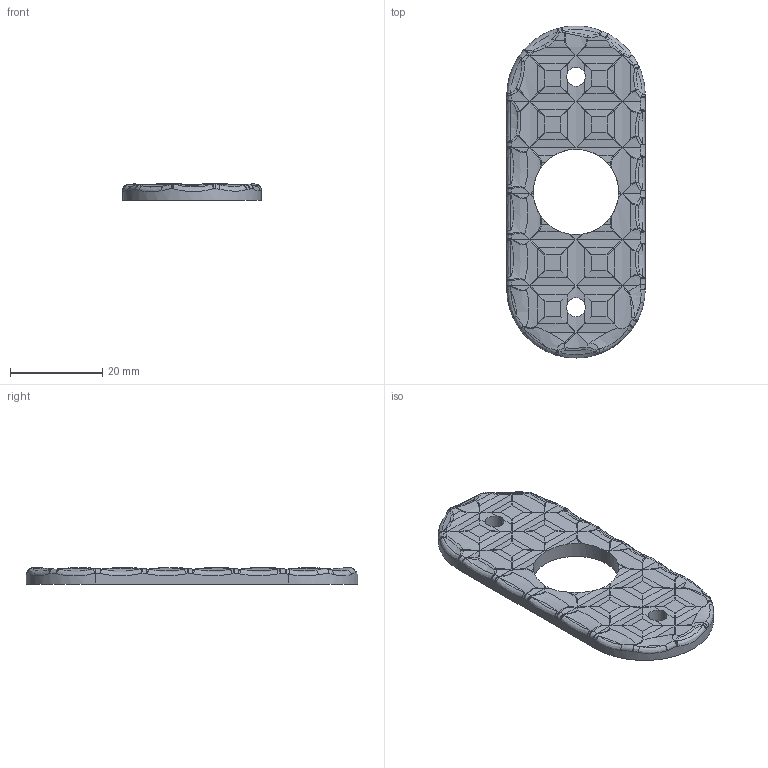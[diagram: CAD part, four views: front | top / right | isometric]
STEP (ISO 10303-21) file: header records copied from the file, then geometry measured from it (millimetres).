
FILE_DESCRIPTION (( 'STEP AP203' ), '1' );
FILE_NAME ('8170.STEP', '2016-05-04T14:45:49', ( '' ), ( '' ), 'SwSTEP 2.0', 'SolidWorks 2015', '' );
FILE_SCHEMA (( 'CONFIG_CONTROL_DESIGN' ));
Length unit declared in the file: millimetre
Products named in the file (1): 8170
Bounding box: 30 x 72 x 3.5 mm (x, y, z)
Volume: 5480.9 mm3; surface area: 4115.2 mm2
Topology: 1 solids, 1 shells, 631 faces, 1513 edges, 790 vertices
Faces by surface type: bspline 384, cylinder 138, plane 109
Entity records: 26604 total; most frequent: CARTESIAN_POINT 15869, ORIENTED_EDGE 2808, EDGE_CURVE 1404, DIRECTION 1264, VERTEX_POINT 790, B_SPLINE_CURVE_WITH_KNOTS 686, EDGE_LOOP 652, FACE_OUTER_BOUND 631
